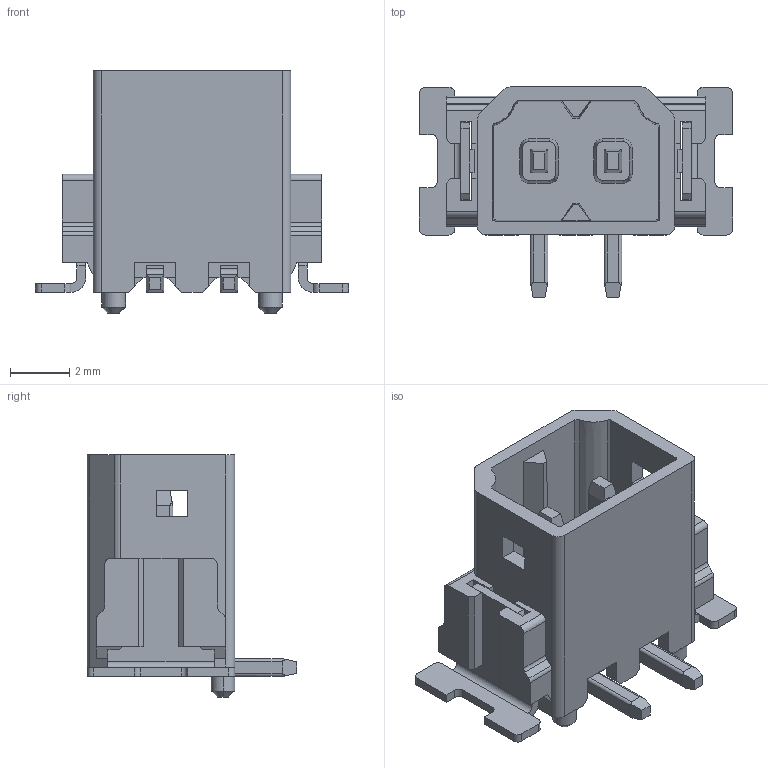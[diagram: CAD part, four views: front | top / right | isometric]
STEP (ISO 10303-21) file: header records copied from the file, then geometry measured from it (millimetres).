
FILE_DESCRIPTION(('Creo Elements/Direct Modeling STEP Export'),'2;1');
FILE_NAME('model.stp','2019-08-21T 9:43:42',(''),(''),'Creo Elements/Direct Modeling STEP processor for AP214 (Solid Model)','Creo Elements/Direct Modeling 20.1A 29-Sep-2018 (C) Parametric Technology GmbH','');
FILE_SCHEMA(('AUTOMOTIVE_DESIGN { 1 0 10303 214 1 1 1 1 }'));
Length unit declared in the file: millimetre
Products named in the file (4): AT_PTSM_0_5_2_5_HV_SMD_WH; LR_0_5_2_5_SMD_anker.1; LP_PTSM_0_5_2_5_G_metall_H.1; PTSM_0.5_2-HV-2.5-SMD_WH
Assembly tree (5 placements, depth 2):
  PTSM_0.5_2-HV-2.5-SMD_WH
    LR_0_5_2_5_SMD_anker.1  x2
    LP_PTSM_0_5_2_5_G_metall_H.1  x2
    AT_PTSM_0_5_2_5_HV_SMD_WH
Bounding box: 10.6 x 7.1 x 8.2 mm (x, y, z)
Volume: 166 mm3; surface area: 540.5 mm2
Topology: 5 solids, 5 shells, 359 faces, 1011 edges, 665 vertices
Faces by surface type: plane 271, cylinder 74, cone 14
Entity records: 11226 total; most frequent: CARTESIAN_POINT 1653, ORIENTED_EDGE 1574, DIRECTION 1430, EDGE_CURVE 787, VECTOR 634, LINE 634, VERTEX_POINT 517, AXIS2_PLACEMENT_3D 398
